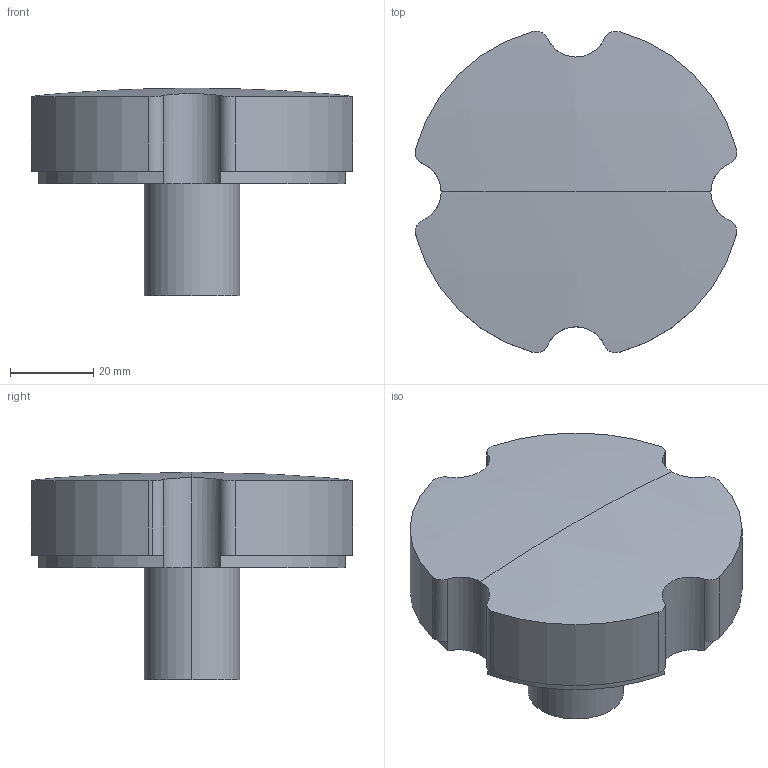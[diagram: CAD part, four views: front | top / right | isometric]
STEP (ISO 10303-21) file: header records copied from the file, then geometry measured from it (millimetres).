
FILE_DESCRIPTION (( 'STEP AP203' ), '1' );
FILE_NAME ('W0003510-019-probe disc 81.STEP', '2024-05-27T12:23:14', ( '' ), ( '' ), 'SwSTEP 2.0', 'SolidWorks 2024', '' );
FILE_SCHEMA (( 'CONFIG_CONTROL_DESIGN' ));
Length unit declared in the file: millimetre
Products named in the file (1): W0003510-019-probe disc 81
Bounding box: 77.47 x 77.46 x 50.01 mm (x, y, z)
Volume: 109579 mm3; surface area: 18097.8 mm2
Topology: 1 solids, 1 shells, 36 faces, 96 edges, 64 vertices
Faces by surface type: cylinder 27, plane 7, sphere 2
Entity records: 1438 total; most frequent: CARTESIAN_POINT 443, DIRECTION 203, ORIENTED_EDGE 192, EDGE_CURVE 96, AXIS2_PLACEMENT_3D 86, VERTEX_POINT 64, CIRCLE 49, EDGE_LOOP 38
